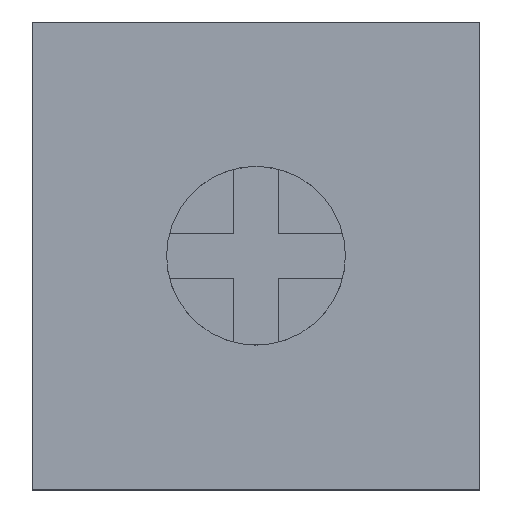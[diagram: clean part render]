
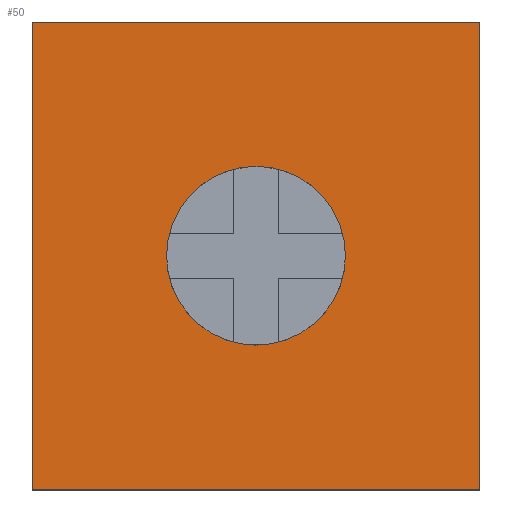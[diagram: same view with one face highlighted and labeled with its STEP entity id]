
A CAD part, top view. The second image highlights one B-rep face of the part: STEP entity #50.
In plain terms, the highlighted planar face has unit normal (0, 0, 1).
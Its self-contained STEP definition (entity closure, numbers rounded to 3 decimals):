
#6 = CARTESIAN_POINT ( 'NONE',  ( -3.3, -3.45, 4.7 ) ) ;
#17 = CARTESIAN_POINT ( 'NONE',  ( -1.32, 0., 4.7 ) ) ;
#45 = DIRECTION ( 'NONE',  ( 1., 0., 0. ) ) ;
#50 = ADVANCED_FACE ( 'NONE', ( #1065, #876 ), #759, .F. ) ;
#56 = VECTOR ( 'NONE', #848, 1000. ) ;
#94 = VERTEX_POINT ( 'NONE', #177 ) ;
#102 = VERTEX_POINT ( 'NONE', #6 ) ;
#121 = ORIENTED_EDGE ( 'NONE', *, *, #1231, .F. ) ;
#177 = CARTESIAN_POINT ( 'NONE',  ( 3.3, 3.45, 4.7 ) ) ;
#288 = DIRECTION ( 'NONE',  ( 1., 0., 0. ) ) ;
#291 = ORIENTED_EDGE ( 'NONE', *, *, #363, .T. ) ;
#292 = EDGE_CURVE ( 'NONE', #666, #102, #850, .T. ) ;
#298 = EDGE_LOOP ( 'NONE', ( #1056, #291, #834, #532 ) ) ;
#302 = VECTOR ( 'NONE', #471, 1000. ) ;
#342 = CIRCLE ( 'NONE', #588, 1.32 ) ;
#363 = EDGE_CURVE ( 'NONE', #94, #666, #388, .T. ) ;
#371 = CARTESIAN_POINT ( 'NONE',  ( -3.3, -3.45, 4.7 ) ) ;
#384 = AXIS2_PLACEMENT_3D ( 'NONE', #950, #491, #569 ) ;
#388 = LINE ( 'NONE', #576, #859 ) ;
#425 = DIRECTION ( 'NONE',  ( 0., 0., 1. ) ) ;
#471 = DIRECTION ( 'NONE',  ( 0., -1., 0. ) ) ;
#475 = CARTESIAN_POINT ( 'NONE',  ( 3.3, -3.45, 4.7 ) ) ;
#481 = EDGE_CURVE ( 'NONE', #864, #639, #342, .T. ) ;
#491 = DIRECTION ( 'NONE',  ( 0., 0., -1. ) ) ;
#508 = VECTOR ( 'NONE', #288, 1000. ) ;
#516 = CARTESIAN_POINT ( 'NONE',  ( 0., 0., 4.7 ) ) ;
#532 = ORIENTED_EDGE ( 'NONE', *, *, #847, .T. ) ;
#560 = CARTESIAN_POINT ( 'NONE',  ( 3.3, -3.45, 4.7 ) ) ;
#569 = DIRECTION ( 'NONE',  ( -1., 0., 0. ) ) ;
#575 = CARTESIAN_POINT ( 'NONE',  ( 1.32, 0., 4.7 ) ) ;
#576 = CARTESIAN_POINT ( 'NONE',  ( -3.3, 3.45, 4.7 ) ) ;
#579 = LINE ( 'NONE', #371, #508 ) ;
#588 = AXIS2_PLACEMENT_3D ( 'NONE', #516, #425, #45 ) ;
#608 = ORIENTED_EDGE ( 'NONE', *, *, #481, .F. ) ;
#629 = CIRCLE ( 'NONE', #763, 1.32 ) ;
#639 = VERTEX_POINT ( 'NONE', #17 ) ;
#666 = VERTEX_POINT ( 'NONE', #880 ) ;
#699 = CARTESIAN_POINT ( 'NONE',  ( 0., 0., 4.7 ) ) ;
#759 = PLANE ( 'NONE',  #384 ) ;
#763 = AXIS2_PLACEMENT_3D ( 'NONE', #699, #818, #987 ) ;
#765 = EDGE_LOOP ( 'NONE', ( #608, #121 ) ) ;
#818 = DIRECTION ( 'NONE',  ( 0., 0., 1. ) ) ;
#834 = ORIENTED_EDGE ( 'NONE', *, *, #292, .T. ) ;
#847 = EDGE_CURVE ( 'NONE', #102, #1046, #579, .T. ) ;
#848 = DIRECTION ( 'NONE',  ( 0., 1., 0. ) ) ;
#850 = LINE ( 'NONE', #1130, #302 ) ;
#859 = VECTOR ( 'NONE', #954, 1000. ) ;
#864 = VERTEX_POINT ( 'NONE', #575 ) ;
#876 = FACE_OUTER_BOUND ( 'NONE', #298, .T. ) ;
#880 = CARTESIAN_POINT ( 'NONE',  ( -3.3, 3.45, 4.7 ) ) ;
#950 = CARTESIAN_POINT ( 'NONE',  ( 0., 0., 4.7 ) ) ;
#953 = LINE ( 'NONE', #475, #56 ) ;
#954 = DIRECTION ( 'NONE',  ( -1., 0., 0. ) ) ;
#987 = DIRECTION ( 'NONE',  ( 1., 0., 0. ) ) ;
#1046 = VERTEX_POINT ( 'NONE', #560 ) ;
#1056 = ORIENTED_EDGE ( 'NONE', *, *, #1079, .T. ) ;
#1065 = FACE_BOUND ( 'NONE', #765, .T. ) ;
#1079 = EDGE_CURVE ( 'NONE', #1046, #94, #953, .T. ) ;
#1130 = CARTESIAN_POINT ( 'NONE',  ( -3.3, -3.45, 4.7 ) ) ;
#1231 = EDGE_CURVE ( 'NONE', #639, #864, #629, .T. ) ;
